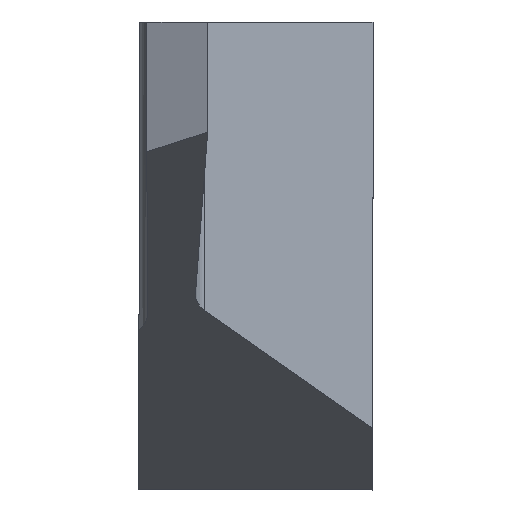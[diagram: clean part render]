
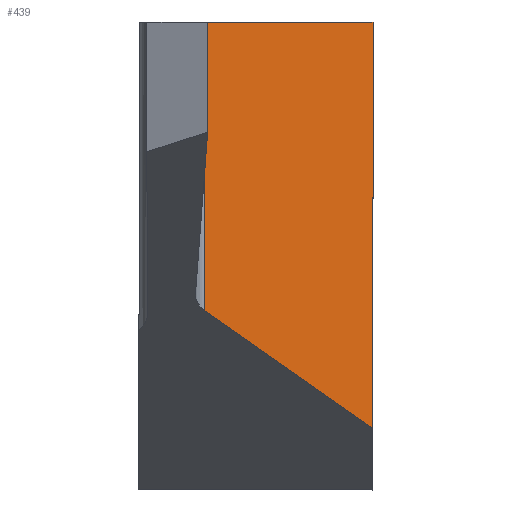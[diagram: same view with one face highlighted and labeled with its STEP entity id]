
A CAD part, front view. The second image highlights one B-rep face of the part: STEP entity #439.
In plain terms, the highlighted planar face has unit normal (0.707, -0.707, 0).
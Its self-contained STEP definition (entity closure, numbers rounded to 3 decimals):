
#233=CARTESIAN_POINT('',(3.,5.425,-5.209));
#234=VERTEX_POINT('',#233);
#340=CARTESIAN_POINT('',(0.841,3.266,-3.698));
#341=VERTEX_POINT('',#340);
#352=CARTESIAN_POINT('',(3.,5.425,-5.209));
#353=DIRECTION('',(-0.634,-0.634,0.444));
#354=VECTOR('',#353,3.406);
#355=LINE('',#352,#354);
#356=EDGE_CURVE('',#234,#341,#355,.T.);
#377=CARTESIAN_POINT('',(1.575,4.,11.759));
#378=DIRECTION('',(0.707,-0.707,0.));
#379=DIRECTION('',(0.,0.,1.));
#380=AXIS2_PLACEMENT_3D('',#377,#378,#379);
#381=PLANE('',#380);
#382=ORIENTED_EDGE('Edge 645',*,*,#356,.F.);
#391=CARTESIAN_POINT('',(3.,5.425,0.));
#392=DIRECTION('',(0.,0.,-1.));
#393=VECTOR('',#392,5.209);
#394=LINE('',#391,#393);
#395=CARTESIAN_POINT('',(3.,5.425,0.));
#396=VERTEX_POINT('',#395);
#397=EDGE_CURVE('',#396,#234,#394,.T.);
#398=ORIENTED_EDGE('Edge 650',*,*,#397,.F.);
#407=CARTESIAN_POINT('',(0.841,3.266,0.));
#408=DIRECTION('',(0.707,0.707,0.));
#409=VECTOR('',#408,3.053);
#410=LINE('',#407,#409);
#411=CARTESIAN_POINT('',(0.841,3.266,0.));
#412=VERTEX_POINT('',#411);
#413=EDGE_CURVE('',#412,#396,#410,.T.);
#414=ORIENTED_EDGE('Edge 655',*,*,#413,.F.);
#423=CARTESIAN_POINT('',(0.841,3.266,-3.698));
#424=DIRECTION('',(0.,0.,1.));
#425=VECTOR('',#424,3.698);
#426=LINE('',#423,#425);
#427=EDGE_CURVE('',#341,#412,#426,.T.);
#428=ORIENTED_EDGE('Edge 660',*,*,#427,.F.);
#437=EDGE_LOOP('',(#382,#398,#414,#428));
#438=FACE_OUTER_BOUND('Loop 661',#437,.T.);
#439=ADVANCED_FACE('Face 662',(#438),#381,.T.);
